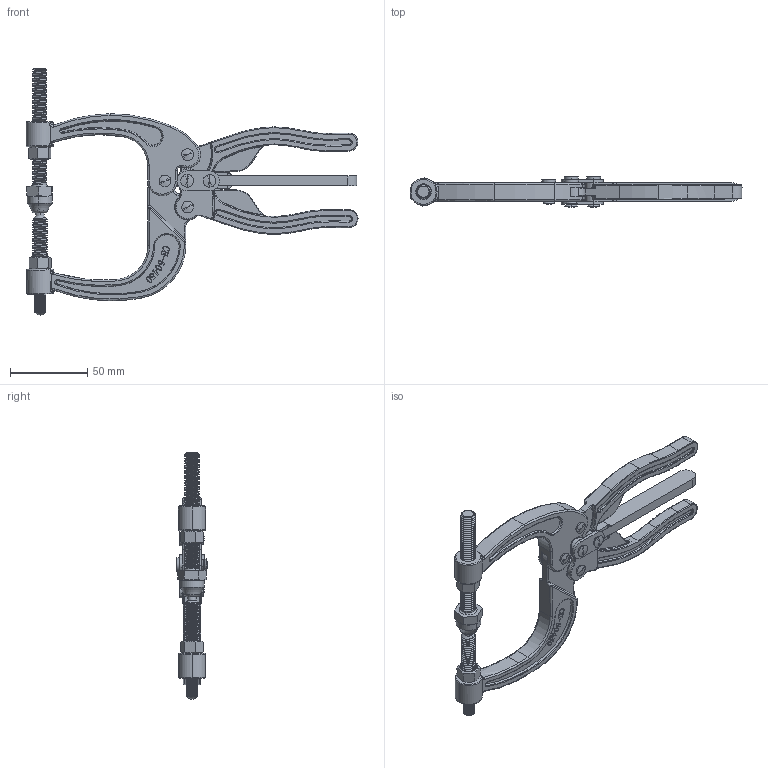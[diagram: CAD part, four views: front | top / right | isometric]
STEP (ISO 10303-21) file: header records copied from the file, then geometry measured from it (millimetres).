
FILE_DESCRIPTION (( 'STEP AP203' ), '1' );
FILE_NAME ('CH-50450.STEP', '2010-06-09T08:00:53', ( '微软用户' ), ( '微软中国' ), 'SwSTEP 2.0', 'SolidWorks 2008', '' );
FILE_SCHEMA (( 'CONFIG_CONTROL_DESIGN' ));
Products named in the file (13): 3_默认; 1_默认<按加工>; 6_默认; 3-8-16 NUT_默认; CH-50450-01 LEFT BAR_默认; CH-50450; CH-50450-02 RIGHT BAR_默认; RIGHT BAR_默认; LEFT HANDLE_默认; 5_默认; 38300_默认; 2_默认; 4_默认
Assembly tree (17 placements, depth 2):
  CH-50450
    CH-50450-01 LEFT BAR_默认
    4_默认  x3
    5_默认
    3_默认  x2
    3-8-16 NUT_默认  x2
    LEFT HANDLE_默认
    RIGHT BAR_默认
    2_默认  x2
    1_默认<按加工>
    CH-50450-02 RIGHT BAR_默认
    6_默认
    38300_默认
Bounding box: 214.55 x 20 x 159.13 mm (x, y, z)
Volume: 96765.3 mm3; surface area: 54493.1 mm2
Topology: 20 solids, 20 shells, 1562 faces, 4099 edges, 2543 vertices
Faces by surface type: cylinder 539, plane 362, bspline 281, torus 175, cone 129, sphere 76
Entity records: 66080 total; most frequent: CARTESIAN_POINT 30935, ORIENTED_EDGE 7712, DIRECTION 6432, EDGE_CURVE 3856, AXIS2_PLACEMENT_3D 2446, VERTEX_POINT 2425, EDGE_LOOP 1541, LINE 1540
